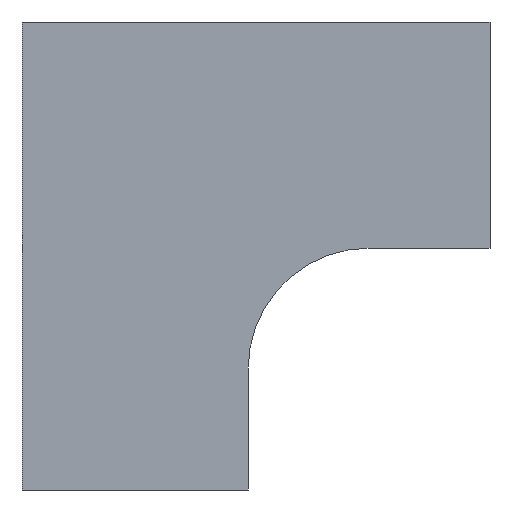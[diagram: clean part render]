
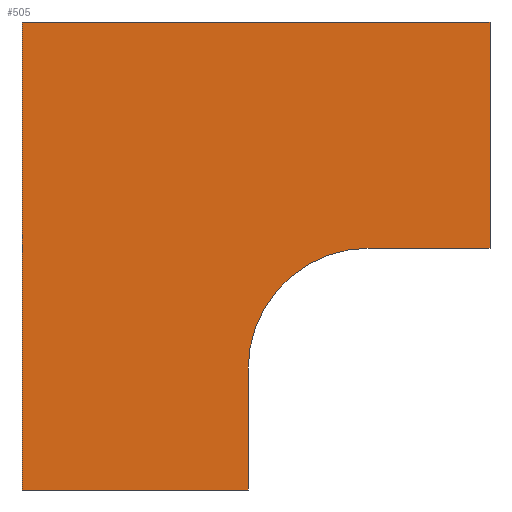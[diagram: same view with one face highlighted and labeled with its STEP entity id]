
A CAD part, front view. The second image highlights one B-rep face of the part: STEP entity #505.
In plain terms, the highlighted planar face has unit normal (0, -1, 0).
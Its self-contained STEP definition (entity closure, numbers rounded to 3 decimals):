
#18 = CARTESIAN_POINT ( 'NONE',  ( 9.35, -10.2, -9.35 ) ) ;
#20 = DIRECTION ( 'NONE',  ( 0., 1., 0. ) ) ;
#38 = CARTESIAN_POINT ( 'NONE',  ( -19.35, -10.2, 19.35 ) ) ;
#51 = PLANE ( 'NONE',  #362 ) ;
#68 = CARTESIAN_POINT ( 'NONE',  ( 9.35, -10.2, -9.35 ) ) ;
#74 = EDGE_CURVE ( 'NONE', #388, #128, #169, .T. ) ;
#79 = DIRECTION ( 'NONE',  ( 0., 0., 1. ) ) ;
#109 = CARTESIAN_POINT ( 'NONE',  ( -0.65, -10.2, -19.35 ) ) ;
#118 = ORIENTED_EDGE ( 'NONE', *, *, #359, .F. ) ;
#121 = ORIENTED_EDGE ( 'NONE', *, *, #432, .F. ) ;
#123 = CARTESIAN_POINT ( 'NONE',  ( -0.65, -10.2, -9.35 ) ) ;
#128 = VERTEX_POINT ( 'NONE', #249 ) ;
#158 = DIRECTION ( 'NONE',  ( 1., 0., 0. ) ) ;
#161 = CARTESIAN_POINT ( 'NONE',  ( 19.35, -10.2, 19.35 ) ) ;
#169 = LINE ( 'NONE', #498, #490 ) ;
#177 = DIRECTION ( 'NONE',  ( 1., 0., 0. ) ) ;
#188 = FACE_OUTER_BOUND ( 'NONE', #461, .T. ) ;
#193 = DIRECTION ( 'NONE',  ( 0., 0., 1. ) ) ;
#195 = CARTESIAN_POINT ( 'NONE',  ( 19.35, -10.2, 0.65 ) ) ;
#206 = LINE ( 'NONE', #109, #247 ) ;
#209 = VECTOR ( 'NONE', #158, 1000. ) ;
#210 = VECTOR ( 'NONE', #193, 1000. ) ;
#215 = LINE ( 'NONE', #318, #210 ) ;
#223 = EDGE_CURVE ( 'NONE', #379, #414, #521, .T. ) ;
#247 = VECTOR ( 'NONE', #79, 1000. ) ;
#249 = CARTESIAN_POINT ( 'NONE',  ( -0.65, -10.2, -19.35 ) ) ;
#269 = DIRECTION ( 'NONE',  ( 0., 0., 1. ) ) ;
#270 = DIRECTION ( 'NONE',  ( 0., 1., 0. ) ) ;
#283 = VECTOR ( 'NONE', #289, 1000. ) ;
#288 = VERTEX_POINT ( 'NONE', #38 ) ;
#289 = DIRECTION ( 'NONE',  ( 1., 0., 0. ) ) ;
#291 = CARTESIAN_POINT ( 'NONE',  ( -19.35, -10.2, -19.35 ) ) ;
#299 = DIRECTION ( 'NONE',  ( 0., 0., -1. ) ) ;
#317 = CARTESIAN_POINT ( 'NONE',  ( 19.35, -10.2, 0.65 ) ) ;
#318 = CARTESIAN_POINT ( 'NONE',  ( -19.35, -10.2, -9.35 ) ) ;
#330 = ORIENTED_EDGE ( 'NONE', *, *, #393, .T. ) ;
#331 = EDGE_CURVE ( 'NONE', #424, #379, #466, .T. ) ;
#335 = CARTESIAN_POINT ( 'NONE',  ( 9.35, -10.2, 0.65 ) ) ;
#339 = VERTEX_POINT ( 'NONE', #123 ) ;
#346 = ORIENTED_EDGE ( 'NONE', *, *, #223, .T. ) ;
#359 = EDGE_CURVE ( 'NONE', #388, #288, #215, .T. ) ;
#362 = AXIS2_PLACEMENT_3D ( 'NONE', #68, #270, #416 ) ;
#370 = ORIENTED_EDGE ( 'NONE', *, *, #74, .T. ) ;
#379 = VERTEX_POINT ( 'NONE', #195 ) ;
#388 = VERTEX_POINT ( 'NONE', #291 ) ;
#393 = EDGE_CURVE ( 'NONE', #339, #424, #395, .T. ) ;
#395 = CIRCLE ( 'NONE', #404, 10. ) ;
#404 = AXIS2_PLACEMENT_3D ( 'NONE', #18, #20, #299 ) ;
#414 = VERTEX_POINT ( 'NONE', #161 ) ;
#416 = DIRECTION ( 'NONE',  ( 0., 0., 1. ) ) ;
#424 = VERTEX_POINT ( 'NONE', #335 ) ;
#430 = VECTOR ( 'NONE', #269, 1000. ) ;
#432 = EDGE_CURVE ( 'NONE', #288, #414, #526, .T. ) ;
#452 = ORIENTED_EDGE ( 'NONE', *, *, #454, .T. ) ;
#454 = EDGE_CURVE ( 'NONE', #128, #339, #206, .T. ) ;
#461 = EDGE_LOOP ( 'NONE', ( #370, #452, #330, #510, #346, #121, #118 ) ) ;
#466 = LINE ( 'NONE', #492, #209 ) ;
#490 = VECTOR ( 'NONE', #177, 1000. ) ;
#492 = CARTESIAN_POINT ( 'NONE',  ( 9.35, -10.2, 0.65 ) ) ;
#497 = CARTESIAN_POINT ( 'NONE',  ( 9.35, -10.2, 19.35 ) ) ;
#498 = CARTESIAN_POINT ( 'NONE',  ( -19.35, -10.2, -19.35 ) ) ;
#505 = ADVANCED_FACE ( 'NONE', ( #188 ), #51, .F. ) ;
#510 = ORIENTED_EDGE ( 'NONE', *, *, #331, .T. ) ;
#521 = LINE ( 'NONE', #317, #430 ) ;
#526 = LINE ( 'NONE', #497, #283 ) ;
